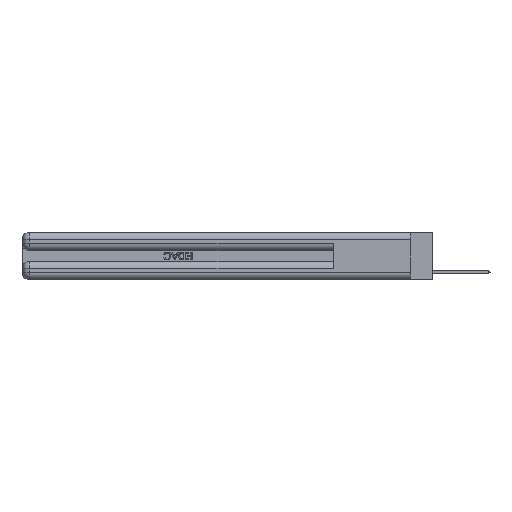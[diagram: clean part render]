
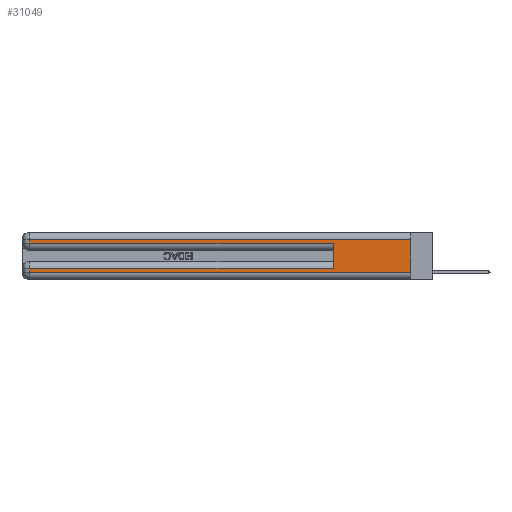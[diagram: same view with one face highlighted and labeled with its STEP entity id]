
A CAD part, left-side view. The second image highlights one B-rep face of the part: STEP entity #31049.
In plain terms, the highlighted planar face has unit normal (-1, 0, 0).
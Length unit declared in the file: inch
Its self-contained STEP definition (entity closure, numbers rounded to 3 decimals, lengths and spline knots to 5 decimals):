
#7 = DIRECTION ( 'NONE',  ( 0., -1., 0. ) ) ;
#17 = DIRECTION ( 'NONE',  ( 0., -1., 0. ) ) ;
#40 = CARTESIAN_POINT ( 'NONE',  ( 0., 0., 0.085 ) ) ;
#209 = CARTESIAN_POINT ( 'NONE',  ( 0., 2.94, 0.085 ) ) ;
#366 = EDGE_CURVE ( 'NONE', #727, #20822, #5476, .T. ) ;
#727 = VERTEX_POINT ( 'NONE', #32468 ) ;
#1179 = VECTOR ( 'NONE', #7, 39.37008 ) ;
#1263 = LINE ( 'NONE', #10461, #32083 ) ;
#2365 = CARTESIAN_POINT ( 'NONE',  ( 0., 0.6, 0.285 ) ) ;
#3754 = EDGE_CURVE ( 'NONE', #20822, #23780, #5253, .T. ) ;
#4105 = ORIENTED_EDGE ( 'NONE', *, *, #15993, .F. ) ;
#5253 = LINE ( 'NONE', #16786, #28359 ) ;
#5320 = LINE ( 'NONE', #40, #23332 ) ;
#5476 = LINE ( 'NONE', #22339, #31491 ) ;
#5885 = VECTOR ( 'NONE', #7230, 39.37008 ) ;
#6082 = DIRECTION ( 'NONE',  ( 0., 1., 0. ) ) ;
#6122 = CARTESIAN_POINT ( 'NONE',  ( 0., 2.94, 0.285 ) ) ;
#7230 = DIRECTION ( 'NONE',  ( 0., 0., 1. ) ) ;
#7537 = DIRECTION ( 'NONE',  ( 0., 0., -1. ) ) ;
#7874 = VERTEX_POINT ( 'NONE', #209 ) ;
#8004 = DIRECTION ( 'NONE',  ( 0., 1., 0. ) ) ;
#8904 = VECTOR ( 'NONE', #7537, 39.37008 ) ;
#9611 = CARTESIAN_POINT ( 'NONE',  ( 0., 0.6, 0.145 ) ) ;
#10297 = AXIS2_PLACEMENT_3D ( 'NONE', #16806, #30051, #22160 ) ;
#10461 = CARTESIAN_POINT ( 'NONE',  ( 0., 0., 0.37 ) ) ;
#10774 = ORIENTED_EDGE ( 'NONE', *, *, #366, .T. ) ;
#11711 = EDGE_LOOP ( 'NONE', ( #4105, #10774, #24999, #34534, #30903, #32113, #20198, #32992 ) ) ;
#12132 = LINE ( 'NONE', #29515, #1179 ) ;
#12578 = CARTESIAN_POINT ( 'NONE',  ( 0., 2.94, 0.31 ) ) ;
#15377 = CARTESIAN_POINT ( 'NONE',  ( 0., 0.6, 0.085 ) ) ;
#15634 = DIRECTION ( 'NONE',  ( 0., 0., -1. ) ) ;
#15993 = EDGE_CURVE ( 'NONE', #727, #17860, #1263, .T. ) ;
#16443 = PLANE ( 'NONE',  #10297 ) ;
#16786 = CARTESIAN_POINT ( 'NONE',  ( 0., 2.94, 0.37 ) ) ;
#16806 = CARTESIAN_POINT ( 'NONE',  ( 0., 0., 0.37 ) ) ;
#17860 = VERTEX_POINT ( 'NONE', #27938 ) ;
#18027 = EDGE_CURVE ( 'NONE', #7874, #18692, #29858, .T. ) ;
#18423 = LINE ( 'NONE', #18516, #33532 ) ;
#18516 = CARTESIAN_POINT ( 'NONE',  ( 0., 0., 0.06 ) ) ;
#18692 = VERTEX_POINT ( 'NONE', #30169 ) ;
#19439 = EDGE_CURVE ( 'NONE', #20794, #21452, #30617, .T. ) ;
#19856 = EDGE_CURVE ( 'NONE', #23780, #21452, #12132, .T. ) ;
#20198 = ORIENTED_EDGE ( 'NONE', *, *, #18027, .T. ) ;
#20794 = VERTEX_POINT ( 'NONE', #15377 ) ;
#20822 = VERTEX_POINT ( 'NONE', #12578 ) ;
#20993 = EDGE_CURVE ( 'NONE', #20794, #7874, #5320, .T. ) ;
#21452 = VERTEX_POINT ( 'NONE', #2365 ) ;
#22160 = DIRECTION ( 'NONE',  ( 0., 0., -1. ) ) ;
#22339 = CARTESIAN_POINT ( 'NONE',  ( 0., 0., 0.31 ) ) ;
#23332 = VECTOR ( 'NONE', #8004, 39.37008 ) ;
#23780 = VERTEX_POINT ( 'NONE', #6122 ) ;
#24999 = ORIENTED_EDGE ( 'NONE', *, *, #3754, .T. ) ;
#27197 = FACE_OUTER_BOUND ( 'NONE', #11711, .T. ) ;
#27490 = EDGE_CURVE ( 'NONE', #18692, #17860, #18423, .T. ) ;
#27573 = DIRECTION ( 'NONE',  ( 0., 0., -1. ) ) ;
#27938 = CARTESIAN_POINT ( 'NONE',  ( 0., 0., 0.06 ) ) ;
#28359 = VECTOR ( 'NONE', #27573, 39.37008 ) ;
#29515 = CARTESIAN_POINT ( 'NONE',  ( 0., 0., 0.285 ) ) ;
#29858 = LINE ( 'NONE', #34571, #8904 ) ;
#30051 = DIRECTION ( 'NONE',  ( 1., 0., 0. ) ) ;
#30169 = CARTESIAN_POINT ( 'NONE',  ( 0., 2.94, 0.06 ) ) ;
#30617 = LINE ( 'NONE', #9611, #5885 ) ;
#30903 = ORIENTED_EDGE ( 'NONE', *, *, #19439, .F. ) ;
#31049 = ADVANCED_FACE ( 'NONE', ( #27197 ), #16443, .F. ) ;
#31491 = VECTOR ( 'NONE', #6082, 39.37008 ) ;
#32083 = VECTOR ( 'NONE', #15634, 39.37008 ) ;
#32113 = ORIENTED_EDGE ( 'NONE', *, *, #20993, .T. ) ;
#32468 = CARTESIAN_POINT ( 'NONE',  ( 0., 0., 0.31 ) ) ;
#32992 = ORIENTED_EDGE ( 'NONE', *, *, #27490, .T. ) ;
#33532 = VECTOR ( 'NONE', #17, 39.37008 ) ;
#34534 = ORIENTED_EDGE ( 'NONE', *, *, #19856, .T. ) ;
#34571 = CARTESIAN_POINT ( 'NONE',  ( 0., 2.94, 0.37 ) ) ;
